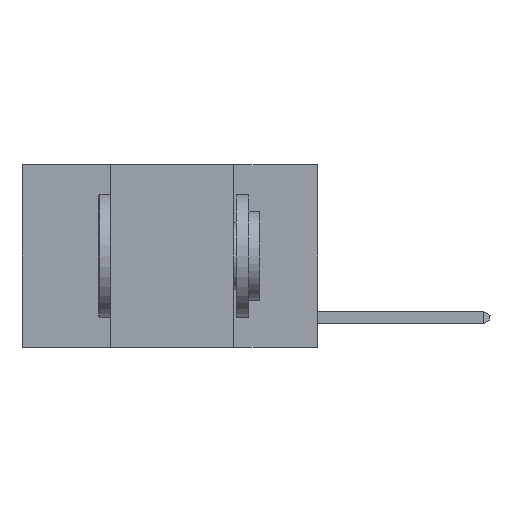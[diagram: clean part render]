
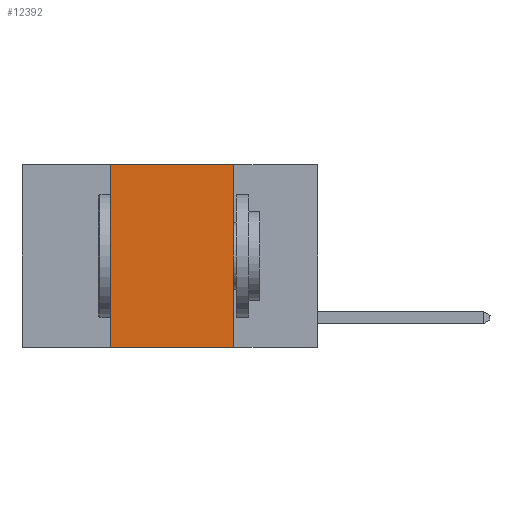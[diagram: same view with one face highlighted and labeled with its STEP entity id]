
A CAD part, left-side view. The second image highlights one B-rep face of the part: STEP entity #12392.
In plain terms, the highlighted planar face has unit normal (-1, 0, 0).
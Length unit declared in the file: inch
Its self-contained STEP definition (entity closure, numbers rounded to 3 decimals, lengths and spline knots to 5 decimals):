
#67 = DIRECTION ( 'NONE',  ( 0., 0., -1. ) ) ;
#1532 = ORIENTED_EDGE ( 'NONE', *, *, #5453, .F. ) ;
#2019 = EDGE_CURVE ( 'NONE', #19094, #8679, #19736, .T. ) ;
#3300 = CARTESIAN_POINT ( 'NONE',  ( 0., 0.6, -0.37 ) ) ;
#5453 = EDGE_CURVE ( 'NONE', #24170, #8679, #7398, .T. ) ;
#6191 = ORIENTED_EDGE ( 'NONE', *, *, #10717, .F. ) ;
#6271 = CARTESIAN_POINT ( 'NONE',  ( 0., 0.42, -0.37 ) ) ;
#6496 = CARTESIAN_POINT ( 'NONE',  ( 0., 0.17, -0.37 ) ) ;
#7125 = ORIENTED_EDGE ( 'NONE', *, *, #9827, .F. ) ;
#7379 = DIRECTION ( 'NONE',  ( 0., 0., -1. ) ) ;
#7398 = LINE ( 'NONE', #24456, #29360 ) ;
#8128 = LINE ( 'NONE', #12981, #20650 ) ;
#8679 = VERTEX_POINT ( 'NONE', #6496 ) ;
#9617 = PLANE ( 'NONE',  #11072 ) ;
#9827 = EDGE_CURVE ( 'NONE', #18768, #24170, #8128, .T. ) ;
#10717 = EDGE_CURVE ( 'NONE', #19094, #18768, #25158, .T. ) ;
#11072 = AXIS2_PLACEMENT_3D ( 'NONE', #16488, #18795, #7379 ) ;
#12392 = ADVANCED_FACE ( 'NONE', ( #27545 ), #9617, .F. ) ;
#12981 = CARTESIAN_POINT ( 'NONE',  ( 0., 0.6, 0. ) ) ;
#13077 = DIRECTION ( 'NONE',  ( 0., -1., 0. ) ) ;
#15144 = DIRECTION ( 'NONE',  ( 0., 0., 1. ) ) ;
#15778 = VECTOR ( 'NONE', #15144, 39.37008 ) ;
#16488 = CARTESIAN_POINT ( 'NONE',  ( 0., 0.6, 0. ) ) ;
#17242 = VECTOR ( 'NONE', #26299, 39.37008 ) ;
#18347 = CARTESIAN_POINT ( 'NONE',  ( 0., 0.42, 0. ) ) ;
#18768 = VERTEX_POINT ( 'NONE', #18347 ) ;
#18795 = DIRECTION ( 'NONE',  ( 1., 0., 0. ) ) ;
#19094 = VERTEX_POINT ( 'NONE', #6271 ) ;
#19736 = LINE ( 'NONE', #3300, #17242 ) ;
#19768 = ORIENTED_EDGE ( 'NONE', *, *, #2019, .T. ) ;
#20650 = VECTOR ( 'NONE', #13077, 39.37008 ) ;
#24170 = VERTEX_POINT ( 'NONE', #29473 ) ;
#24456 = CARTESIAN_POINT ( 'NONE',  ( 0., 0.17, 0. ) ) ;
#25158 = LINE ( 'NONE', #26647, #15778 ) ;
#26299 = DIRECTION ( 'NONE',  ( 0., -1., 0. ) ) ;
#26647 = CARTESIAN_POINT ( 'NONE',  ( 0., 0.42, 0. ) ) ;
#27545 = FACE_OUTER_BOUND ( 'NONE', #28718, .T. ) ;
#28718 = EDGE_LOOP ( 'NONE', ( #1532, #7125, #6191, #19768 ) ) ;
#29360 = VECTOR ( 'NONE', #67, 39.37008 ) ;
#29473 = CARTESIAN_POINT ( 'NONE',  ( 0., 0.17, 0. ) ) ;
